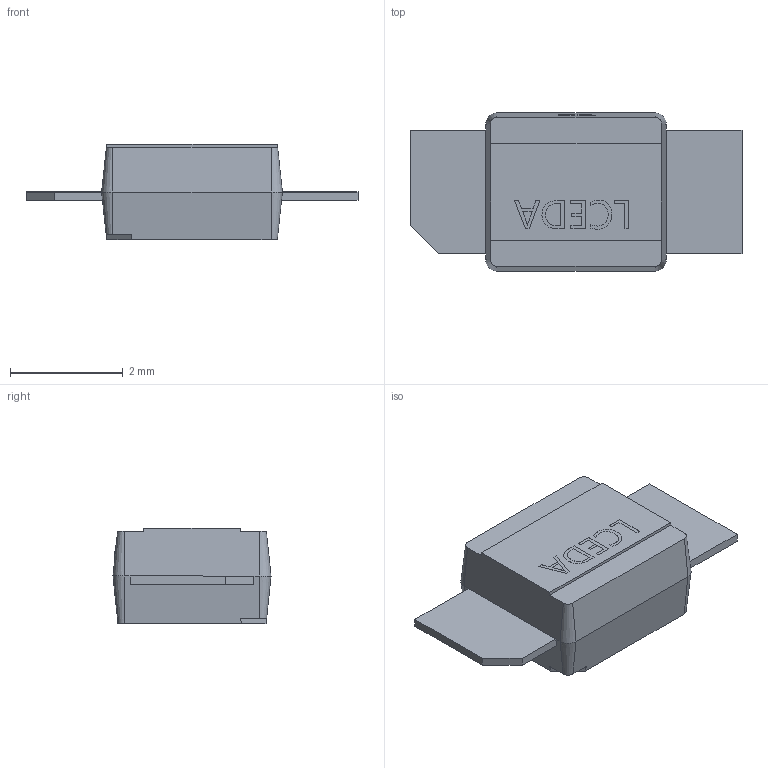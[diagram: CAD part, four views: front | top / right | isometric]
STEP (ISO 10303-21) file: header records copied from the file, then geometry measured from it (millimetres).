
FILE_DESCRIPTION(/* description */ ('STEP AP214'),/* implementation_level */ '2;1');
FILE_NAME(/* name */ 'XL-6028UWC-FB.step',/* time_stamp */ '2024-11-19T14:10:45+08:00',/* author */ (''),/* organization */ (''),/* preprocessor_version */ 'ST-DEVELOPER v20',/* originating_system */ 'Autodesk Translation Framework v13.20.0.188',/* authorisation */ '');
FILE_SCHEMA (('AUTOMOTIVE_DESIGN { 1 0 10303 214 3 1 1 }'));
Length unit declared in the file: millimetre
Products named in the file (1): LED-SMD_L3.2-W2.8-LS5.9-RD-EH
Bounding box: 5.88 x 2.8 x 1.7 mm (x, y, z)
Volume: 14.9 mm3; surface area: 60 mm2
Topology: 2 solids, 2 shells, 319 faces, 852 edges, 564 vertices
Faces by surface type: plane 197, bspline 112, cone 10
Entity records: 11378 total; most frequent: CARTESIAN_POINT 3584, ORIENTED_EDGE 1704, DIRECTION 1224, EDGE_CURVE 852, LINE 612, VECTOR 612, VERTEX_POINT 564, EDGE_LOOP 346
